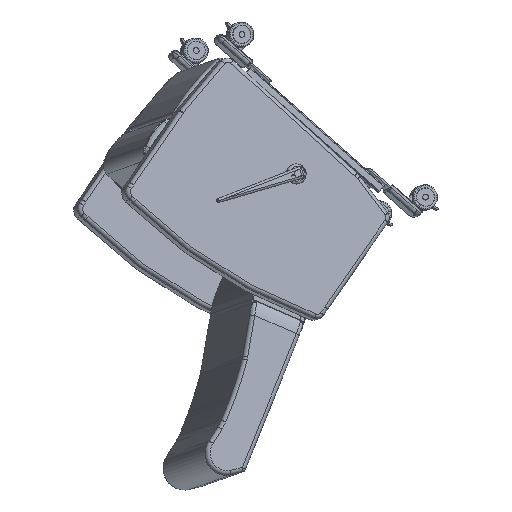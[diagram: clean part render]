
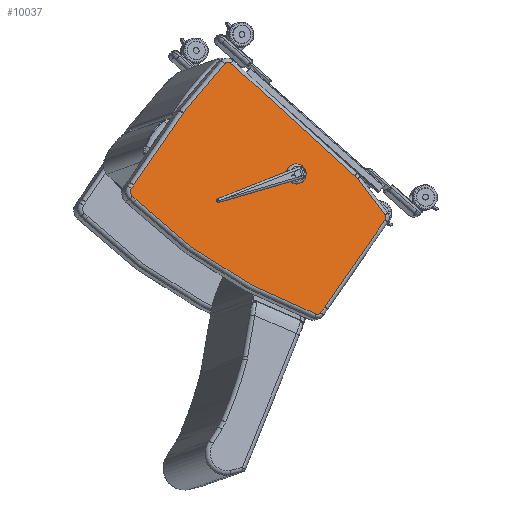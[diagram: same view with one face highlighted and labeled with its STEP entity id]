
A CAD part, left-side view. The second image highlights one B-rep face of the part: STEP entity #10037.
In plain terms, the highlighted face is planar.
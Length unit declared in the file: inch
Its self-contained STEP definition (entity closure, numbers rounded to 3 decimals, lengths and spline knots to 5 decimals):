
#1180=CIRCLE('',#11177,59.75);
#1184=CIRCLE('',#11183,0.5);
#1186=CIRCLE('',#11187,2.5);
#1189=CIRCLE('',#11191,0.5);
#1193=CIRCLE('',#11196,0.5);
#1196=CIRCLE('',#11201,59.75);
#1198=CIRCLE('',#11203,0.5);
#1199=CIRCLE('',#11206,0.75);
#2001=FACE_OUTER_BOUND('',#2651,.T.);
#2651=EDGE_LOOP('',(#9192,#9193,#9194,#9195,#9196,#9197,#9198,#9199,#9200,
#9201,#9202,#9203,#9204,#9205,#9206));
#3376=LINE('',#19499,#4116);
#3378=LINE('',#19530,#4118);
#3379=LINE('',#19546,#4119);
#3381=LINE('',#19565,#4121);
#3382=LINE('',#19590,#4122);
#3384=LINE('',#19607,#4124);
#3386=LINE('',#19626,#4126);
#4116=VECTOR('',#14030,0.3937);
#4118=VECTOR('',#14038,0.3937);
#4119=VECTOR('',#14047,0.3937);
#4121=VECTOR('',#14057,0.3937);
#4122=VECTOR('',#14068,0.3937);
#4124=VECTOR('',#14078,0.3937);
#4126=VECTOR('',#14092,0.3937);
#4979=VERTEX_POINT('',#19473);
#4980=VERTEX_POINT('',#19484);
#4981=VERTEX_POINT('',#19497);
#4982=VERTEX_POINT('',#19498);
#4985=VERTEX_POINT('',#19526);
#4986=VERTEX_POINT('',#19528);
#4987=VERTEX_POINT('',#19540);
#4988=VERTEX_POINT('',#19544);
#4989=VERTEX_POINT('',#19548);
#4991=VERTEX_POINT('',#19563);
#4993=VERTEX_POINT('',#19582);
#4995=VERTEX_POINT('',#19588);
#4997=VERTEX_POINT('',#19602);
#4998=VERTEX_POINT('',#19610);
#4999=VERTEX_POINT('',#19622);
#6367=EDGE_CURVE('',#4979,#4980,#1180,.T.);
#6369=EDGE_CURVE('',#4981,#4982,#3376,.T.);
#6375=EDGE_CURVE('',#4986,#4985,#3378,.T.);
#6377=EDGE_CURVE('',#4987,#4986,#1184,.T.);
#6379=EDGE_CURVE('',#4988,#4987,#3379,.T.);
#6381=EDGE_CURVE('',#4989,#4988,#1186,.T.);
#6384=EDGE_CURVE('',#4991,#4989,#3381,.T.);
#6386=EDGE_CURVE('',#4993,#4991,#1189,.T.);
#6389=EDGE_CURVE('',#4995,#4993,#3382,.T.);
#6392=EDGE_CURVE('',#4997,#4995,#1193,.T.);
#6394=EDGE_CURVE('',#4982,#4997,#3384,.T.);
#6397=EDGE_CURVE('',#4998,#4979,#1196,.T.);
#6399=EDGE_CURVE('',#4999,#4998,#1198,.T.);
#6400=EDGE_CURVE('',#4985,#4999,#3386,.T.);
#6401=EDGE_CURVE('',#4980,#4981,#1199,.T.);
#9192=ORIENTED_EDGE('',*,*,#6375,.F.);
#9193=ORIENTED_EDGE('',*,*,#6377,.F.);
#9194=ORIENTED_EDGE('',*,*,#6379,.F.);
#9195=ORIENTED_EDGE('',*,*,#6381,.F.);
#9196=ORIENTED_EDGE('',*,*,#6384,.F.);
#9197=ORIENTED_EDGE('',*,*,#6386,.F.);
#9198=ORIENTED_EDGE('',*,*,#6389,.F.);
#9199=ORIENTED_EDGE('',*,*,#6392,.F.);
#9200=ORIENTED_EDGE('',*,*,#6394,.F.);
#9201=ORIENTED_EDGE('',*,*,#6369,.F.);
#9202=ORIENTED_EDGE('',*,*,#6401,.F.);
#9203=ORIENTED_EDGE('',*,*,#6367,.F.);
#9204=ORIENTED_EDGE('',*,*,#6397,.F.);
#9205=ORIENTED_EDGE('',*,*,#6399,.F.);
#9206=ORIENTED_EDGE('',*,*,#6400,.F.);
#9466=PLANE('',#11212);
#10037=ADVANCED_FACE('',(#2001),#9466,.T.);
#11177=AXIS2_PLACEMENT_3D('',#19485,#14026,#14027);
#11183=AXIS2_PLACEMENT_3D('',#19542,#14041,#14042);
#11187=AXIS2_PLACEMENT_3D('',#19559,#14050,#14051);
#11191=AXIS2_PLACEMENT_3D('',#19584,#14060,#14061);
#11196=AXIS2_PLACEMENT_3D('',#19604,#14072,#14073);
#11201=AXIS2_PLACEMENT_3D('',#19612,#14084,#14085);
#11203=AXIS2_PLACEMENT_3D('',#19624,#14088,#14089);
#11206=AXIS2_PLACEMENT_3D('',#19628,#14095,#14096);
#11212=AXIS2_PLACEMENT_3D('',#19638,#14111,#14112);
#14026=DIRECTION('center_axis',(0.,0.,-1.));
#14027=DIRECTION('ref_axis',(0.05,0.999,0.));
#14030=DIRECTION('',(0.106,-0.994,0.));
#14038=DIRECTION('',(-0.106,0.994,0.));
#14041=DIRECTION('center_axis',(0.,0.,-1.));
#14042=DIRECTION('ref_axis',(-0.735,-0.679,0.));
#14047=DIRECTION('',(-0.983,0.184,0.));
#14050=DIRECTION('center_axis',(0.,0.,-1.));
#14051=DIRECTION('ref_axis',(-0.092,-0.996,0.));
#14057=DIRECTION('',(-1.,-0.001,0.));
#14060=DIRECTION('center_axis',(0.,0.,-1.));
#14061=DIRECTION('ref_axis',(0.712,-0.702,0.));
#14068=DIRECTION('',(0.014,-1.,0.));
#14072=DIRECTION('center_axis',(0.,0.,-1.));
#14073=DIRECTION('ref_axis',(0.998,0.062,0.));
#14078=DIRECTION('',(0.11,-0.994,0.));
#14084=DIRECTION('center_axis',(0.,0.,-1.));
#14085=DIRECTION('ref_axis',(-0.174,0.985,0.));
#14088=DIRECTION('center_axis',(0.,0.,-1.));
#14089=DIRECTION('ref_axis',(-0.859,0.512,0.));
#14092=DIRECTION('',(-0.106,0.994,0.));
#14095=DIRECTION('center_axis',(0.,0.,-1.));
#14096=DIRECTION('ref_axis',(0.669,0.743,0.));
#14111=DIRECTION('center_axis',(0.,0.,1.));
#14112=DIRECTION('ref_axis',(1.,0.,0.));
#19473=CARTESIAN_POINT('',(30.35305,-10.41044,3.));
#19484=CARTESIAN_POINT('',(30.96931,-10.4412,3.));
#19485=CARTESIAN_POINT('Origin',(27.68214,-70.10071,3.));
#19497=CARTESIAN_POINT('',(31.67349,-11.06456,3.));
#19498=CARTESIAN_POINT('',(31.72615,-11.55846,3.));
#19499=CARTESIAN_POINT('',(31.9615,-13.76578,3.));
#19526=CARTESIAN_POINT('',(5.07948,-16.22891,3.));
#19528=CARTESIAN_POINT('',(6.42687,-28.85763,3.));
#19530=CARTESIAN_POINT('',(5.95876,-24.47018,3.));
#19540=CARTESIAN_POINT('',(6.83187,-29.29602,3.));
#19542=CARTESIAN_POINT('Origin',(6.92405,-28.80459,3.));
#19544=CARTESIAN_POINT('',(12.11389,-30.28672,3.));
#19546=CARTESIAN_POINT('',(13.84383,-30.61119,3.));
#19548=CARTESIAN_POINT('',(12.57757,-30.32957,3.));
#19559=CARTESIAN_POINT('Origin',(12.57476,-27.82957,3.));
#19563=CARTESIAN_POINT('',(32.48755,-30.31847,3.));
#19565=CARTESIAN_POINT('',(25.75379,-30.32222,3.));
#19582=CARTESIAN_POINT('',(32.98722,-29.81165,3.));
#19584=CARTESIAN_POINT('Origin',(32.48727,-29.81847,3.));
#19588=CARTESIAN_POINT('',(32.88094,-22.0233,3.));
#19590=CARTESIAN_POINT('',(32.85178,-19.88638,3.));
#19602=CARTESIAN_POINT('',(32.87796,-21.97517,3.));
#19604=CARTESIAN_POINT('Origin',(32.38099,-22.03012,3.));
#19607=CARTESIAN_POINT('',(31.99514,-13.99111,3.));
#19610=CARTESIAN_POINT('',(5.29373,-14.84155,3.));
#19612=CARTESIAN_POINT('Origin',(27.98863,-70.11364,3.));
#19622=CARTESIAN_POINT('',(4.98646,-15.35712,3.));
#19624=CARTESIAN_POINT('Origin',(5.48364,-15.30407,3.));
#19626=CARTESIAN_POINT('',(5.24561,-17.78599,3.));
#19628=CARTESIAN_POINT('Origin',(30.93412,-11.19038,3.));
#19638=CARTESIAN_POINT('Origin',(18.,-18.,3.));
